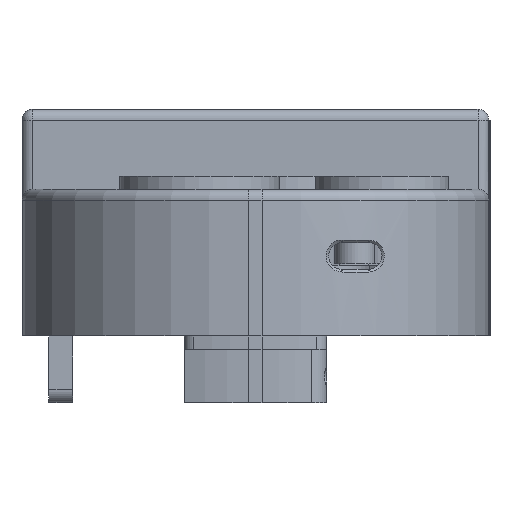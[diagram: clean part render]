
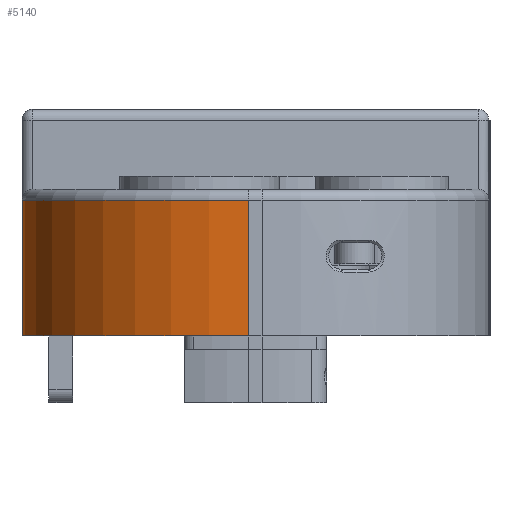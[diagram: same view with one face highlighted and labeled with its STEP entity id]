
A CAD part, left-side view. The second image highlights one B-rep face of the part: STEP entity #5140.
In plain terms, the highlighted cylindrical face has radius 17 mm (diameter 34 mm), a partial arc.
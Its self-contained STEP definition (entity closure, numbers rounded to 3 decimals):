
#416=FACE_OUTER_BOUND('',#731,.T.);
#731=EDGE_LOOP('',(#4148,#4149,#4150,#4151));
#1181=LINE('',#9475,#1601);
#1183=LINE('',#9479,#1603);
#1601=VECTOR('',#6853,10.);
#1603=VECTOR('',#6857,10.);
#1924=CIRCLE('',#5582,17.);
#1960=CIRCLE('',#5650,17.);
#2379=VERTEX_POINT('',#9297);
#2381=VERTEX_POINT('',#9303);
#2421=VERTEX_POINT('',#9474);
#2422=VERTEX_POINT('',#9478);
#3005=EDGE_CURVE('',#2379,#2381,#1924,.T.);
#3077=EDGE_CURVE('',#2421,#2381,#1181,.T.);
#3079=EDGE_CURVE('',#2422,#2379,#1183,.T.);
#3080=EDGE_CURVE('',#2422,#2421,#1960,.T.);
#4148=ORIENTED_EDGE('',*,*,#3005,.F.);
#4149=ORIENTED_EDGE('',*,*,#3079,.F.);
#4150=ORIENTED_EDGE('',*,*,#3080,.T.);
#4151=ORIENTED_EDGE('',*,*,#3077,.T.);
#4929=CYLINDRICAL_SURFACE('',#5649,17.);
#5140=ADVANCED_FACE('',(#416),#4929,.T.);
#5582=AXIS2_PLACEMENT_3D('',#9307,#6689,#6690);
#5649=AXIS2_PLACEMENT_3D('',#9477,#6855,#6856);
#5650=AXIS2_PLACEMENT_3D('',#9480,#6858,#6859);
#6689=DIRECTION('center_axis',(0.,0.,1.));
#6690=DIRECTION('ref_axis',(-0.707,0.707,0.));
#6853=DIRECTION('',(0.,0.,1.));
#6855=DIRECTION('center_axis',(0.,0.,1.));
#6856=DIRECTION('ref_axis',(0.,1.,0.));
#6857=DIRECTION('',(0.,0.,1.));
#6858=DIRECTION('center_axis',(0.,0.,1.));
#6859=DIRECTION('ref_axis',(0.,1.,0.));
#9297=CARTESIAN_POINT('',(17.,36.,10.2));
#9303=CARTESIAN_POINT('',(0.,19.,10.2));
#9307=CARTESIAN_POINT('Origin',(17.,19.,10.2));
#9474=CARTESIAN_POINT('',(0.,19.,0.));
#9475=CARTESIAN_POINT('',(0.,19.,0.));
#9477=CARTESIAN_POINT('Origin',(17.,19.,0.));
#9478=CARTESIAN_POINT('',(17.,36.,0.));
#9479=CARTESIAN_POINT('',(17.,36.,0.));
#9480=CARTESIAN_POINT('Origin',(17.,19.,0.));
